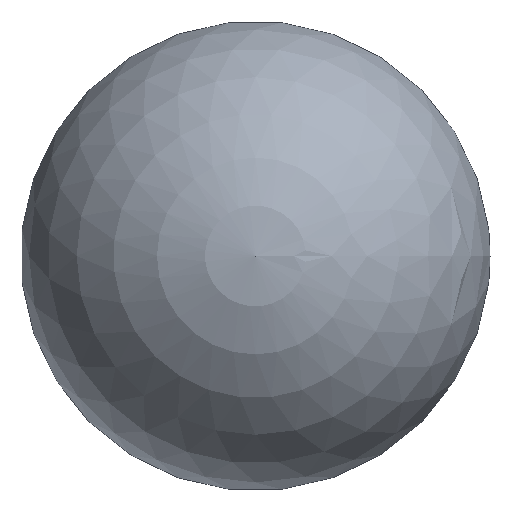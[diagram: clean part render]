
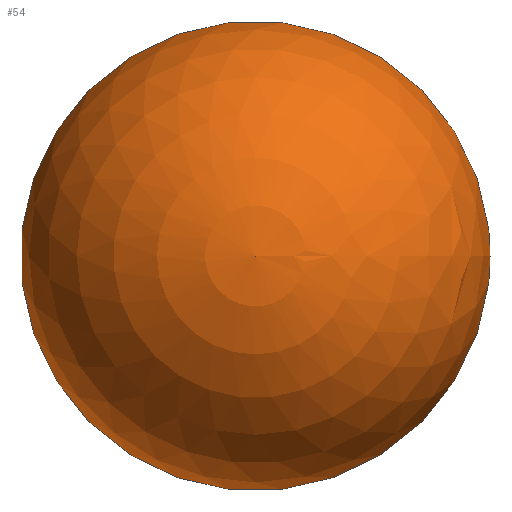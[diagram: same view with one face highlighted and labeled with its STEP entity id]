
A CAD part, front view. The second image highlights one B-rep face of the part: STEP entity #54.
In plain terms, the highlighted spherical face has radius 1 mm.
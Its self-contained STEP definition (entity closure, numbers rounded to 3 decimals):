
#54 = ADVANCED_FACE('',(#55),#70,.T.);
#55 = FACE_BOUND('',#56,.F.);
#56 = EDGE_LOOP('',(#57,#88,#115));
#57 = ORIENTED_EDGE('',*,*,#58,.T.);
#58 = EDGE_CURVE('',#59,#61,#63,.T.);
#59 = VERTEX_POINT('',#60);
#60 = CARTESIAN_POINT('',(0.,-1.,0.));
#61 = VERTEX_POINT('',#62);
#62 = CARTESIAN_POINT('',(0.33,0.944,0.));
#63 = SEAM_CURVE('',#64,(#69,#81),.PCURVE_S1.);
#64 = CIRCLE('',#65,1.);
#65 = AXIS2_PLACEMENT_3D('',#66,#67,#68);
#66 = CARTESIAN_POINT('',(0.,0.,0.));
#67 = DIRECTION('',(0.,0.,1.));
#68 = DIRECTION('',(1.,0.,0.));
#69 = PCURVE('',#70,#75);
#70 = SPHERICAL_SURFACE('',#71,1.);
#71 = AXIS2_PLACEMENT_3D('',#72,#73,#74);
#72 = CARTESIAN_POINT('',(0.,0.,0.));
#73 = DIRECTION('',(0.,1.,0.));
#74 = DIRECTION('',(1.,-0.,0.));
#75 = DEFINITIONAL_REPRESENTATION('',(#76),#80);
#76 = LINE('',#77,#78);
#77 = CARTESIAN_POINT('',(-0.,-6.283));
#78 = VECTOR('',#79,1.);
#79 = DIRECTION('',(-0.,1.));
#80 = ( GEOMETRIC_REPRESENTATION_CONTEXT(2) 
PARAMETRIC_REPRESENTATION_CONTEXT() REPRESENTATION_CONTEXT('2D SPACE',''
  ) );
#81 = PCURVE('',#70,#82);
#82 = DEFINITIONAL_REPRESENTATION('',(#83),#87);
#83 = LINE('',#84,#85);
#84 = CARTESIAN_POINT('',(-6.283,-6.283));
#85 = VECTOR('',#86,1.);
#86 = DIRECTION('',(-0.,1.));
#87 = ( GEOMETRIC_REPRESENTATION_CONTEXT(2) 
PARAMETRIC_REPRESENTATION_CONTEXT() REPRESENTATION_CONTEXT('2D SPACE',''
  ) );
#88 = ORIENTED_EDGE('',*,*,#89,.F.);
#89 = EDGE_CURVE('',#61,#61,#90,.T.);
#90 = SURFACE_CURVE('',#91,(#96,#103),.PCURVE_S1.);
#91 = CIRCLE('',#92,0.33);
#92 = AXIS2_PLACEMENT_3D('',#93,#94,#95);
#93 = CARTESIAN_POINT('',(0.,0.944,0.));
#94 = DIRECTION('',(-0.,-1.,0.));
#95 = DIRECTION('',(1.,-0.,0.));
#96 = PCURVE('',#70,#97);
#97 = DEFINITIONAL_REPRESENTATION('',(#98),#102);
#98 = LINE('',#99,#100);
#99 = CARTESIAN_POINT('',(-0.,1.235));
#100 = VECTOR('',#101,1.);
#101 = DIRECTION('',(-1.,0.));
#102 = ( GEOMETRIC_REPRESENTATION_CONTEXT(2) 
PARAMETRIC_REPRESENTATION_CONTEXT() REPRESENTATION_CONTEXT('2D SPACE',''
  ) );
#103 = PCURVE('',#104,#109);
#104 = TOROIDAL_SURFACE('',#105,0.31,0.06);
#105 = AXIS2_PLACEMENT_3D('',#106,#107,#108);
#106 = CARTESIAN_POINT('',(0.,0.887,0.));
#107 = DIRECTION('',(0.,1.,0.));
#108 = DIRECTION('',(1.,-0.,0.));
#109 = DEFINITIONAL_REPRESENTATION('',(#110),#114);
#110 = LINE('',#111,#112);
#111 = CARTESIAN_POINT('',(-0.,1.235));
#112 = VECTOR('',#113,1.);
#113 = DIRECTION('',(-1.,0.));
#114 = ( GEOMETRIC_REPRESENTATION_CONTEXT(2) 
PARAMETRIC_REPRESENTATION_CONTEXT() REPRESENTATION_CONTEXT('2D SPACE',''
  ) );
#115 = ORIENTED_EDGE('',*,*,#58,.F.);
